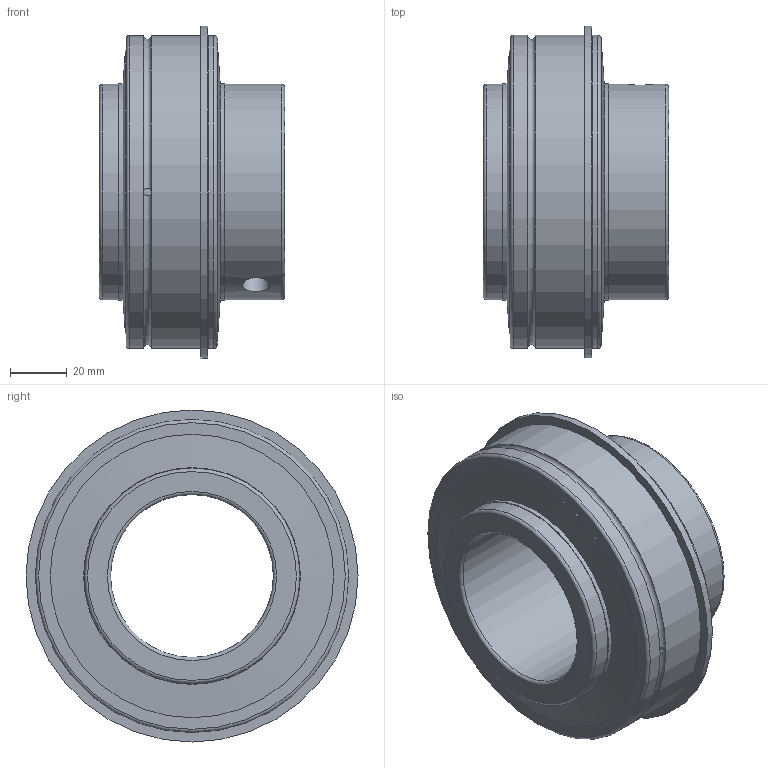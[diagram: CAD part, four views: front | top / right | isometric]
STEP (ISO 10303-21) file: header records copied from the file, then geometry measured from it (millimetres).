
FILE_DESCRIPTION(/* description */ ('Alibre Inc.'),/* implementation_level */ '2;1');
FILE_NAME(/* name */ 'export0',/* time_stamp */ '2018-06-22T12:01:37-07:00',/* author */ (''),/* organization */ (''),/* preprocessor_version */ 'ST-DEVELOPER v14',/* originating_system */ 'Alibre',/* authorisation */ '');
FILE_SCHEMA (('AUTOMOTIVE_DESIGN'));
Length unit declared in the file: centimetre
Bounding box: 65.1 x 116.61 x 116.61 mm (x, y, z)
Volume: 198794.9 mm3; surface area: 83766.7 mm2
Topology: 19 solids, 19 shells, 59 faces, 143 edges, 89 vertices
Faces by surface type: cylinder 21, sphere 14, plane 10, torus 10, cone 4
Full cylindrical faces by diameter (mm): 2.794 x2, 9.525 x2, 57.15 x1, 75.641 x4, 76.149 x2, 99.06 x2, 99.568 x2, 107.264 x2, 110 x3, 116.611 x1
Entity records: 1568 total; most frequent: CARTESIAN_POINT 540, DIRECTION 182, ORIENTED_EDGE 108, FACE_BOUND 108, AXIS2_PLACEMENT_3D 100, EDGE_LOOP 94, VERTEX_POINT 64, ADVANCED_FACE 59
